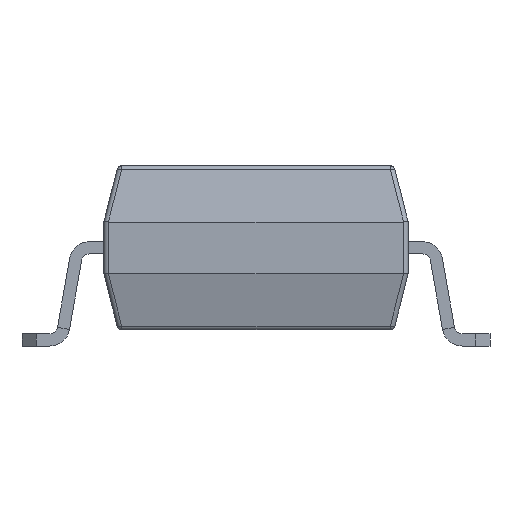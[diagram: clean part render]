
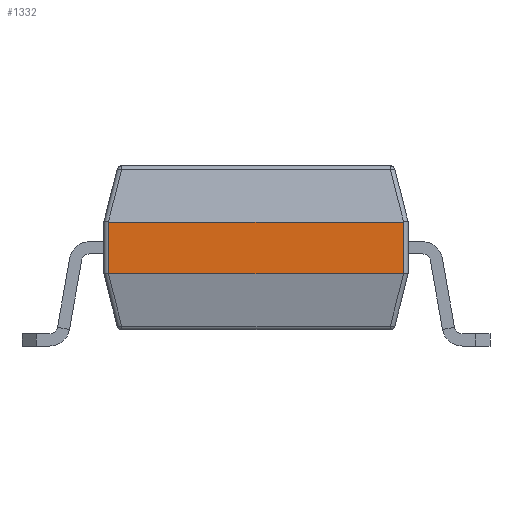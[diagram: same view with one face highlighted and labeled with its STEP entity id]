
A CAD part, front view. The second image highlights one B-rep face of the part: STEP entity #1332.
In plain terms, the highlighted planar face has unit normal (0, -1, 0).
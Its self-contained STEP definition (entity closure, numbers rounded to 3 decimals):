
#6 = DIRECTION ( 'NONE',  ( 0., 0., 1. ) ) ;
#10 = CARTESIAN_POINT ( 'NONE',  ( -3.25, -9.91, 3.6 ) ) ;
#156 = PLANE ( 'NONE',  #9222 ) ;
#175 = DIRECTION ( 'NONE',  ( 1., 0., 0. ) ) ;
#202 = DIRECTION ( 'NONE',  ( 0., 1., 0. ) ) ;
#264 = CARTESIAN_POINT ( 'NONE',  ( -3.25, -9.91, 1.3 ) ) ;
#290 = DIRECTION ( 'NONE',  ( 0., 0., -1. ) ) ;
#497 = CARTESIAN_POINT ( 'NONE',  ( 3.15, -9.91, 3.6 ) ) ;
#816 = EDGE_CURVE ( 'NONE', #2463, #6666, #8141, .T. ) ;
#1131 = EDGE_CURVE ( 'NONE', #8733, #10455, #10671, .T. ) ;
#1132 = EDGE_CURVE ( 'NONE', #2463, #10455, #10691, .T. ) ;
#1332 = ADVANCED_FACE ( 'NONE', ( #10115 ), #156, .F. ) ;
#2463 = VERTEX_POINT ( 'NONE', #7866 ) ;
#3230 = DIRECTION ( 'NONE',  ( 0., 0., 1. ) ) ;
#3318 = CARTESIAN_POINT ( 'NONE',  ( -3.15, -9.91, 3.6 ) ) ;
#4013 = ORIENTED_EDGE ( 'NONE', *, *, #1132, .T. ) ;
#4115 = ORIENTED_EDGE ( 'NONE', *, *, #6080, .F. ) ;
#4131 = ORIENTED_EDGE ( 'NONE', *, *, #1131, .F. ) ;
#6080 = EDGE_CURVE ( 'NONE', #6666, #8733, #6365, .T. ) ;
#6365 = LINE ( 'NONE', #8081, #9158 ) ;
#6666 = VERTEX_POINT ( 'NONE', #7540 ) ;
#7540 = CARTESIAN_POINT ( 'NONE',  ( -3.15, -9.91, 2.4 ) ) ;
#7864 = ORIENTED_EDGE ( 'NONE', *, *, #816, .F. ) ;
#7866 = CARTESIAN_POINT ( 'NONE',  ( -3.15, -9.91, 1.3 ) ) ;
#7975 = CARTESIAN_POINT ( 'NONE',  ( 3.15, -9.91, 1.3 ) ) ;
#7994 = DIRECTION ( 'NONE',  ( 1., 0., 0. ) ) ;
#8081 = CARTESIAN_POINT ( 'NONE',  ( -3.25, -9.91, 2.4 ) ) ;
#8141 = LINE ( 'NONE', #3318, #9680 ) ;
#8187 = EDGE_LOOP ( 'NONE', ( #4131, #4115, #7864, #4013 ) ) ;
#8733 = VERTEX_POINT ( 'NONE', #9440 ) ;
#9158 = VECTOR ( 'NONE', #7994, 1000. ) ;
#9222 = AXIS2_PLACEMENT_3D ( 'NONE', #10, #202, #6 ) ;
#9440 = CARTESIAN_POINT ( 'NONE',  ( 3.15, -9.91, 2.4 ) ) ;
#9680 = VECTOR ( 'NONE', #3230, 1000. ) ;
#10115 = FACE_OUTER_BOUND ( 'NONE', #8187, .T. ) ;
#10455 = VERTEX_POINT ( 'NONE', #7975 ) ;
#10608 = VECTOR ( 'NONE', #175, 1000. ) ;
#10641 = VECTOR ( 'NONE', #290, 1000. ) ;
#10671 = LINE ( 'NONE', #497, #10641 ) ;
#10691 = LINE ( 'NONE', #264, #10608 ) ;
